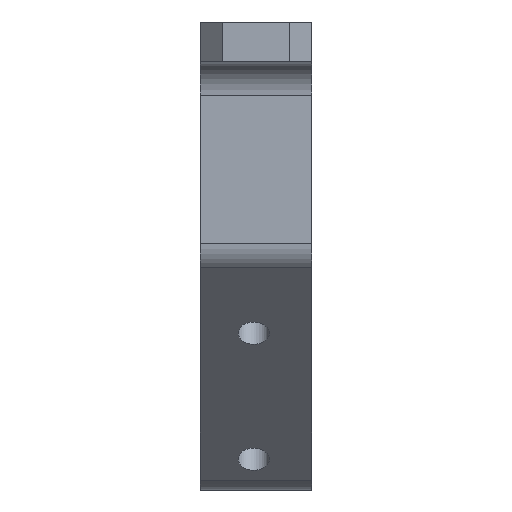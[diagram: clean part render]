
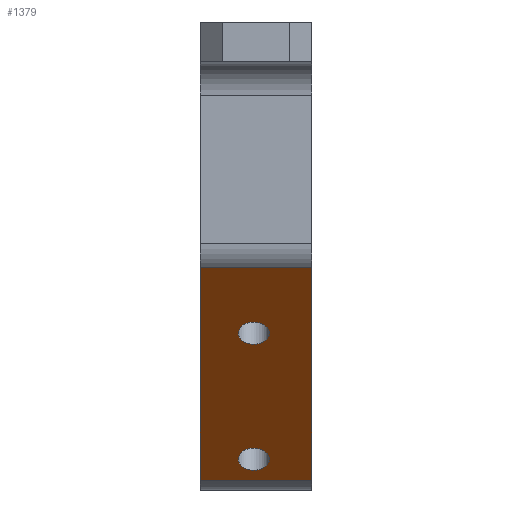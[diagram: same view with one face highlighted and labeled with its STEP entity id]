
A CAD part, top view. The second image highlights one B-rep face of the part: STEP entity #1379.
In plain terms, the highlighted planar face has unit normal (0, -0.707, 0.707).
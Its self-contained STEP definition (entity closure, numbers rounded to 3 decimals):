
#44 = PLANE('',#45);
#45 = AXIS2_PLACEMENT_3D('',#46,#47,#48);
#46 = CARTESIAN_POINT('',(0.,-24.3,9.15));
#47 = DIRECTION('',(1.,0.,0.));
#48 = DIRECTION('',(0.,0.,1.));
#156 = PLANE('',#157);
#157 = AXIS2_PLACEMENT_3D('',#158,#159,#160);
#158 = CARTESIAN_POINT('',(10.,-24.3,9.15));
#159 = DIRECTION('',(1.,0.,0.));
#160 = DIRECTION('',(0.,0.,1.));
#290 = VERTEX_POINT('',#291);
#291 = CARTESIAN_POINT('',(0.,-31.879,14.121));
#306 = CYLINDRICAL_SURFACE('',#307,3.);
#307 = AXIS2_PLACEMENT_3D('',#308,#309,#310);
#308 = CARTESIAN_POINT('',(0.,-29.757,12.));
#309 = DIRECTION('',(1.,0.,0.));
#310 = DIRECTION('',(0.,0.,1.));
#318 = EDGE_CURVE('',#290,#319,#321,.T.);
#319 = VERTEX_POINT('',#320);
#320 = CARTESIAN_POINT('',(0.,-50.879,-4.879));
#321 = SURFACE_CURVE('',#322,(#326,#333),.PCURVE_S1.);
#322 = LINE('',#323,#324);
#323 = CARTESIAN_POINT('',(0.,-31.,15.));
#324 = VECTOR('',#325,1.);
#325 = DIRECTION('',(0.,-0.707,-0.707));
#326 = PCURVE('',#44,#327);
#327 = DEFINITIONAL_REPRESENTATION('',(#328),#332);
#328 = LINE('',#329,#330);
#329 = CARTESIAN_POINT('',(5.85,6.7));
#330 = VECTOR('',#331,1.);
#331 = DIRECTION('',(-0.707,0.707));
#332 = ( GEOMETRIC_REPRESENTATION_CONTEXT(2) 
PARAMETRIC_REPRESENTATION_CONTEXT() REPRESENTATION_CONTEXT('2D SPACE',''
  ) );
#333 = PCURVE('',#334,#339);
#334 = PLANE('',#335);
#335 = AXIS2_PLACEMENT_3D('',#336,#337,#338);
#336 = CARTESIAN_POINT('',(0.,-31.,15.));
#337 = DIRECTION('',(0.,0.707,-0.707));
#338 = DIRECTION('',(0.,-0.707,-0.707));
#339 = DEFINITIONAL_REPRESENTATION('',(#340),#344);
#340 = LINE('',#341,#342);
#341 = CARTESIAN_POINT('',(0.,0.));
#342 = VECTOR('',#343,1.);
#343 = DIRECTION('',(1.,0.));
#344 = ( GEOMETRIC_REPRESENTATION_CONTEXT(2) 
PARAMETRIC_REPRESENTATION_CONTEXT() REPRESENTATION_CONTEXT('2D SPACE',''
  ) );
#363 = CYLINDRICAL_SURFACE('',#364,3.);
#364 = AXIS2_PLACEMENT_3D('',#365,#366,#367);
#365 = CARTESIAN_POINT('',(0.,-48.757,-7.));
#366 = DIRECTION('',(1.,0.,0.));
#367 = DIRECTION('',(0.,-0.707,0.707));
#895 = VERTEX_POINT('',#896);
#896 = CARTESIAN_POINT('',(10.,-31.879,14.121));
#918 = EDGE_CURVE('',#895,#919,#921,.T.);
#919 = VERTEX_POINT('',#920);
#920 = CARTESIAN_POINT('',(10.,-50.879,-4.879));
#921 = SURFACE_CURVE('',#922,(#926,#933),.PCURVE_S1.);
#922 = LINE('',#923,#924);
#923 = CARTESIAN_POINT('',(10.,-31.,15.));
#924 = VECTOR('',#925,1.);
#925 = DIRECTION('',(0.,-0.707,-0.707));
#926 = PCURVE('',#156,#927);
#927 = DEFINITIONAL_REPRESENTATION('',(#928),#932);
#928 = LINE('',#929,#930);
#929 = CARTESIAN_POINT('',(5.85,6.7));
#930 = VECTOR('',#931,1.);
#931 = DIRECTION('',(-0.707,0.707));
#932 = ( GEOMETRIC_REPRESENTATION_CONTEXT(2) 
PARAMETRIC_REPRESENTATION_CONTEXT() REPRESENTATION_CONTEXT('2D SPACE',''
  ) );
#933 = PCURVE('',#334,#934);
#934 = DEFINITIONAL_REPRESENTATION('',(#935),#939);
#935 = LINE('',#936,#937);
#936 = CARTESIAN_POINT('',(0.,-10.));
#937 = VECTOR('',#938,1.);
#938 = DIRECTION('',(1.,0.));
#939 = ( GEOMETRIC_REPRESENTATION_CONTEXT(2) 
PARAMETRIC_REPRESENTATION_CONTEXT() REPRESENTATION_CONTEXT('2D SPACE',''
  ) );
#1357 = EDGE_CURVE('',#290,#895,#1358,.T.);
#1358 = SURFACE_CURVE('',#1359,(#1363,#1370),.PCURVE_S1.);
#1359 = LINE('',#1360,#1361);
#1360 = CARTESIAN_POINT('',(0.,-31.879,14.121));
#1361 = VECTOR('',#1362,1.);
#1362 = DIRECTION('',(1.,0.,0.));
#1363 = PCURVE('',#306,#1364);
#1364 = DEFINITIONAL_REPRESENTATION('',(#1365),#1369);
#1365 = LINE('',#1366,#1367);
#1366 = CARTESIAN_POINT('',(0.785,0.));
#1367 = VECTOR('',#1368,1.);
#1368 = DIRECTION('',(0.,1.));
#1369 = ( GEOMETRIC_REPRESENTATION_CONTEXT(2) 
PARAMETRIC_REPRESENTATION_CONTEXT() REPRESENTATION_CONTEXT('2D SPACE',''
  ) );
#1370 = PCURVE('',#334,#1371);
#1371 = DEFINITIONAL_REPRESENTATION('',(#1372),#1376);
#1372 = LINE('',#1373,#1374);
#1373 = CARTESIAN_POINT('',(1.243,0.));
#1374 = VECTOR('',#1375,1.);
#1375 = DIRECTION('',(0.,-1.));
#1376 = ( GEOMETRIC_REPRESENTATION_CONTEXT(2) 
PARAMETRIC_REPRESENTATION_CONTEXT() REPRESENTATION_CONTEXT('2D SPACE',''
  ) );
#1379 = ADVANCED_FACE('',(#1380,#1406,#1441),#334,.F.);
#1380 = FACE_BOUND('',#1381,.F.);
#1381 = EDGE_LOOP('',(#1382,#1383,#1384,#1385));
#1382 = ORIENTED_EDGE('',*,*,#318,.F.);
#1383 = ORIENTED_EDGE('',*,*,#1357,.T.);
#1384 = ORIENTED_EDGE('',*,*,#918,.T.);
#1385 = ORIENTED_EDGE('',*,*,#1386,.F.);
#1386 = EDGE_CURVE('',#319,#919,#1387,.T.);
#1387 = SURFACE_CURVE('',#1388,(#1392,#1399),.PCURVE_S1.);
#1388 = LINE('',#1389,#1390);
#1389 = CARTESIAN_POINT('',(0.,-50.879,-4.879));
#1390 = VECTOR('',#1391,1.);
#1391 = DIRECTION('',(1.,0.,0.));
#1392 = PCURVE('',#334,#1393);
#1393 = DEFINITIONAL_REPRESENTATION('',(#1394),#1398);
#1394 = LINE('',#1395,#1396);
#1395 = CARTESIAN_POINT('',(28.113,-0.));
#1396 = VECTOR('',#1397,1.);
#1397 = DIRECTION('',(0.,-1.));
#1398 = ( GEOMETRIC_REPRESENTATION_CONTEXT(2) 
PARAMETRIC_REPRESENTATION_CONTEXT() REPRESENTATION_CONTEXT('2D SPACE',''
  ) );
#1399 = PCURVE('',#363,#1400);
#1400 = DEFINITIONAL_REPRESENTATION('',(#1401),#1405);
#1401 = LINE('',#1402,#1403);
#1402 = CARTESIAN_POINT('',(0.,0.));
#1403 = VECTOR('',#1404,1.);
#1404 = DIRECTION('',(0.,1.));
#1405 = ( GEOMETRIC_REPRESENTATION_CONTEXT(2) 
PARAMETRIC_REPRESENTATION_CONTEXT() REPRESENTATION_CONTEXT('2D SPACE',''
  ) );
#1406 = FACE_BOUND('',#1407,.F.);
#1407 = EDGE_LOOP('',(#1408));
#1408 = ORIENTED_EDGE('',*,*,#1409,.T.);
#1409 = EDGE_CURVE('',#1410,#1410,#1412,.T.);
#1410 = VERTEX_POINT('',#1411);
#1411 = CARTESIAN_POINT('',(6.2,-37.75,8.25));
#1412 = SURFACE_CURVE('',#1413,(#1418,#1429),.PCURVE_S1.);
#1413 = CIRCLE('',#1414,1.4);
#1414 = AXIS2_PLACEMENT_3D('',#1415,#1416,#1417);
#1415 = CARTESIAN_POINT('',(4.8,-37.75,8.25));
#1416 = DIRECTION('',(0.,-0.707,0.707));
#1417 = DIRECTION('',(1.,0.,0.));
#1418 = PCURVE('',#334,#1419);
#1419 = DEFINITIONAL_REPRESENTATION('',(#1420),#1428);
#1420 = ( BOUNDED_CURVE() B_SPLINE_CURVE(2,(#1421,#1422,#1423,#1424,
#1425,#1426,#1427),.UNSPECIFIED.,.T.,.F.) B_SPLINE_CURVE_WITH_KNOTS((1,2
    ,2,2,2,1),(-2.094,0.,2.094,4.189,
6.283,8.378),.UNSPECIFIED.) CURVE() 
GEOMETRIC_REPRESENTATION_ITEM() RATIONAL_B_SPLINE_CURVE((1.,0.5,1.,0.5,
1.,0.5,1.)) REPRESENTATION_ITEM('') );
#1421 = CARTESIAN_POINT('',(9.546,-6.2));
#1422 = CARTESIAN_POINT('',(7.121,-6.2));
#1423 = CARTESIAN_POINT('',(8.334,-4.1));
#1424 = CARTESIAN_POINT('',(9.546,-2.));
#1425 = CARTESIAN_POINT('',(10.758,-4.1));
#1426 = CARTESIAN_POINT('',(11.971,-6.2));
#1427 = CARTESIAN_POINT('',(9.546,-6.2));
#1428 = ( GEOMETRIC_REPRESENTATION_CONTEXT(2) 
PARAMETRIC_REPRESENTATION_CONTEXT() REPRESENTATION_CONTEXT('2D SPACE',''
  ) );
#1429 = PCURVE('',#1430,#1435);
#1430 = CYLINDRICAL_SURFACE('',#1431,1.4);
#1431 = AXIS2_PLACEMENT_3D('',#1432,#1433,#1434);
#1432 = CARTESIAN_POINT('',(4.8,-27.5,-2.));
#1433 = DIRECTION('',(0.,-0.707,0.707));
#1434 = DIRECTION('',(1.,0.,0.));
#1435 = DEFINITIONAL_REPRESENTATION('',(#1436),#1440);
#1436 = LINE('',#1437,#1438);
#1437 = CARTESIAN_POINT('',(0.,14.496));
#1438 = VECTOR('',#1439,1.);
#1439 = DIRECTION('',(1.,0.));
#1440 = ( GEOMETRIC_REPRESENTATION_CONTEXT(2) 
PARAMETRIC_REPRESENTATION_CONTEXT() REPRESENTATION_CONTEXT('2D SPACE',''
  ) );
#1441 = FACE_BOUND('',#1442,.F.);
#1442 = EDGE_LOOP('',(#1443));
#1443 = ORIENTED_EDGE('',*,*,#1444,.T.);
#1444 = EDGE_CURVE('',#1445,#1445,#1447,.T.);
#1445 = VERTEX_POINT('',#1446);
#1446 = CARTESIAN_POINT('',(6.2,-49.,-3.));
#1447 = SURFACE_CURVE('',#1448,(#1453,#1464),.PCURVE_S1.);
#1448 = CIRCLE('',#1449,1.4);
#1449 = AXIS2_PLACEMENT_3D('',#1450,#1451,#1452);
#1450 = CARTESIAN_POINT('',(4.8,-49.,-3.));
#1451 = DIRECTION('',(0.,-0.707,0.707));
#1452 = DIRECTION('',(1.,0.,0.));
#1453 = PCURVE('',#334,#1454);
#1454 = DEFINITIONAL_REPRESENTATION('',(#1455),#1463);
#1455 = ( BOUNDED_CURVE() B_SPLINE_CURVE(2,(#1456,#1457,#1458,#1459,
#1460,#1461,#1462),.UNSPECIFIED.,.T.,.F.) B_SPLINE_CURVE_WITH_KNOTS((1,2
    ,2,2,2,1),(-2.094,0.,2.094,4.189,
6.283,8.378),.UNSPECIFIED.) CURVE() 
GEOMETRIC_REPRESENTATION_ITEM() RATIONAL_B_SPLINE_CURVE((1.,0.5,1.,0.5,
1.,0.5,1.)) REPRESENTATION_ITEM('') );
#1456 = CARTESIAN_POINT('',(25.456,-6.2));
#1457 = CARTESIAN_POINT('',(23.031,-6.2));
#1458 = CARTESIAN_POINT('',(24.243,-4.1));
#1459 = CARTESIAN_POINT('',(25.456,-2.));
#1460 = CARTESIAN_POINT('',(26.668,-4.1));
#1461 = CARTESIAN_POINT('',(27.881,-6.2));
#1462 = CARTESIAN_POINT('',(25.456,-6.2));
#1463 = ( GEOMETRIC_REPRESENTATION_CONTEXT(2) 
PARAMETRIC_REPRESENTATION_CONTEXT() REPRESENTATION_CONTEXT('2D SPACE',''
  ) );
#1464 = PCURVE('',#1465,#1470);
#1465 = CYLINDRICAL_SURFACE('',#1466,1.4);
#1466 = AXIS2_PLACEMENT_3D('',#1467,#1468,#1469);
#1467 = CARTESIAN_POINT('',(4.8,-46.,-6.));
#1468 = DIRECTION('',(0.,-0.707,0.707));
#1469 = DIRECTION('',(1.,0.,0.));
#1470 = DEFINITIONAL_REPRESENTATION('',(#1471),#1475);
#1471 = LINE('',#1472,#1473);
#1472 = CARTESIAN_POINT('',(0.,4.243));
#1473 = VECTOR('',#1474,1.);
#1474 = DIRECTION('',(1.,0.));
#1475 = ( GEOMETRIC_REPRESENTATION_CONTEXT(2) 
PARAMETRIC_REPRESENTATION_CONTEXT() REPRESENTATION_CONTEXT('2D SPACE',''
  ) );
